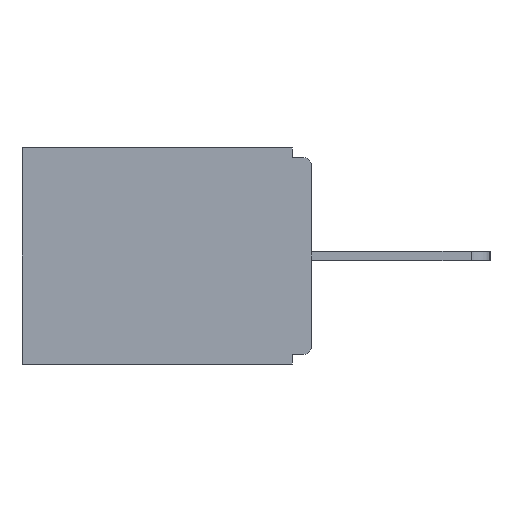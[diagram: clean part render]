
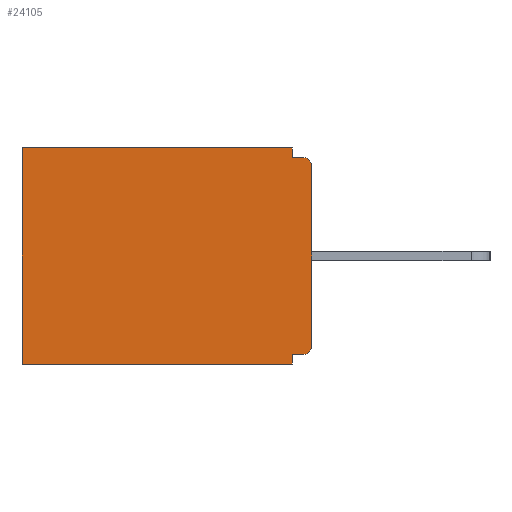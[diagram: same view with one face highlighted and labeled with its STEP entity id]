
A CAD part, left-side view. The second image highlights one B-rep face of the part: STEP entity #24105.
In plain terms, the highlighted planar face has unit normal (-1, 0, 0).
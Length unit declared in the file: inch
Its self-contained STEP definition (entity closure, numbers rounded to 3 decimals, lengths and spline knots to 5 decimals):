
#745 = VERTEX_POINT ( 'NONE', #14614 ) ;
#1071 = EDGE_LOOP ( 'NONE', ( #19134, #17289, #20395, #24568, #15293, #22517, #18191, #24211, #20257, #3320 ) ) ;
#1835 = CARTESIAN_POINT ( 'NONE',  ( 0.298, 0.031, -0.343 ) ) ;
#1907 = CARTESIAN_POINT ( 'NONE',  ( 0.298, 0.031, -0.343 ) ) ;
#1986 = DIRECTION ( 'NONE',  ( -1., 0., 0. ) ) ;
#2348 = EDGE_CURVE ( 'NONE', #21649, #7516, #12970, .T. ) ;
#2621 = EDGE_CURVE ( 'NONE', #23723, #17512, #6359, .T. ) ;
#2863 = AXIS2_PLACEMENT_3D ( 'NONE', #7294, #8914, #15003 ) ;
#3320 = ORIENTED_EDGE ( 'NONE', *, *, #17954, .F. ) ;
#3757 = EDGE_CURVE ( 'NONE', #21649, #18261, #3932, .T. ) ;
#3932 = LINE ( 'NONE', #15252, #24581 ) ;
#4768 = EDGE_CURVE ( 'NONE', #7516, #745, #8564, .T. ) ;
#5120 = DIRECTION ( 'NONE',  ( 0., 0., -1. ) ) ;
#5374 = CARTESIAN_POINT ( 'NONE',  ( 0.298, 0.015, -0.328 ) ) ;
#6064 = DIRECTION ( 'NONE',  ( 0., 0., -1. ) ) ;
#6359 = LINE ( 'NONE', #19793, #22630 ) ;
#6473 = PLANE ( 'NONE',  #11616 ) ;
#6952 = FACE_OUTER_BOUND ( 'NONE', #1071, .T. ) ;
#7294 = CARTESIAN_POINT ( 'NONE',  ( 0.298, 0.015, -0.03 ) ) ;
#7516 = VERTEX_POINT ( 'NONE', #17669 ) ;
#8208 = CARTESIAN_POINT ( 'NONE',  ( 0.298, 0.031, -0.343 ) ) ;
#8564 = LINE ( 'NONE', #16293, #9744 ) ;
#8813 = VERTEX_POINT ( 'NONE', #8208 ) ;
#8914 = DIRECTION ( 'NONE',  ( -1., 0., 0. ) ) ;
#9727 = EDGE_CURVE ( 'NONE', #23723, #22315, #23369, .T. ) ;
#9744 = VECTOR ( 'NONE', #23880, 39.37008 ) ;
#10208 = VECTOR ( 'NONE', #14775, 39.37008 ) ;
#10595 = CARTESIAN_POINT ( 'NONE',  ( 0.298, 0.46, 0. ) ) ;
#10712 = CARTESIAN_POINT ( 'NONE',  ( 0.298, 0., -0.03 ) ) ;
#10751 = VECTOR ( 'NONE', #17898, 39.37008 ) ;
#11510 = DIRECTION ( 'NONE',  ( 0., 1., 0. ) ) ;
#11616 = AXIS2_PLACEMENT_3D ( 'NONE', #22124, #18050, #21648 ) ;
#12211 = CARTESIAN_POINT ( 'NONE',  ( 0.298, 0., -0.343 ) ) ;
#12482 = EDGE_CURVE ( 'NONE', #17512, #8813, #22475, .T. ) ;
#12970 = LINE ( 'NONE', #1907, #14804 ) ;
#13578 = CIRCLE ( 'NONE', #2863, 0.015 ) ;
#13715 = CARTESIAN_POINT ( 'NONE',  ( 0.298, 0.46, 0. ) ) ;
#14614 = CARTESIAN_POINT ( 'NONE',  ( 0.298, 0.015, -0.015 ) ) ;
#14713 = VECTOR ( 'NONE', #17585, 39.37008 ) ;
#14775 = DIRECTION ( 'NONE',  ( 0., 0., -1. ) ) ;
#14804 = VECTOR ( 'NONE', #16957, 39.37008 ) ;
#15003 = DIRECTION ( 'NONE',  ( 0., 0., -1. ) ) ;
#15051 = AXIS2_PLACEMENT_3D ( 'NONE', #15283, #1986, #6064 ) ;
#15252 = CARTESIAN_POINT ( 'NONE',  ( 0.298, 0., 0. ) ) ;
#15283 = CARTESIAN_POINT ( 'NONE',  ( 0.298, 0.015, -0.313 ) ) ;
#15293 = ORIENTED_EDGE ( 'NONE', *, *, #22484, .T. ) ;
#16293 = CARTESIAN_POINT ( 'NONE',  ( 0.298, 0., -0.015 ) ) ;
#16303 = CARTESIAN_POINT ( 'NONE',  ( 0.298, 0.46, -0.343 ) ) ;
#16398 = EDGE_CURVE ( 'NONE', #8813, #22794, #23059, .T. ) ;
#16957 = DIRECTION ( 'NONE',  ( 0., 0., -1. ) ) ;
#17289 = ORIENTED_EDGE ( 'NONE', *, *, #4768, .F. ) ;
#17512 = VERTEX_POINT ( 'NONE', #22127 ) ;
#17585 = DIRECTION ( 'NONE',  ( 0., 1., 0. ) ) ;
#17669 = CARTESIAN_POINT ( 'NONE',  ( 0.298, 0.031, -0.015 ) ) ;
#17898 = DIRECTION ( 'NONE',  ( 0., 0., -1. ) ) ;
#17944 = DIRECTION ( 'NONE',  ( 0., 1., 0. ) ) ;
#17954 = EDGE_CURVE ( 'NONE', #18864, #22315, #23984, .T. ) ;
#18022 = CARTESIAN_POINT ( 'NONE',  ( 0.298, 0., 0. ) ) ;
#18050 = DIRECTION ( 'NONE',  ( 1., 0., 0. ) ) ;
#18191 = ORIENTED_EDGE ( 'NONE', *, *, #12482, .F. ) ;
#18261 = VERTEX_POINT ( 'NONE', #13715 ) ;
#18755 = CARTESIAN_POINT ( 'NONE',  ( 0.298, 0.031, 0. ) ) ;
#18864 = VERTEX_POINT ( 'NONE', #10712 ) ;
#19134 = ORIENTED_EDGE ( 'NONE', *, *, #23371, .T. ) ;
#19793 = CARTESIAN_POINT ( 'NONE',  ( 0.298, 0., -0.328 ) ) ;
#20054 = LINE ( 'NONE', #10595, #22285 ) ;
#20257 = ORIENTED_EDGE ( 'NONE', *, *, #9727, .T. ) ;
#20395 = ORIENTED_EDGE ( 'NONE', *, *, #2348, .F. ) ;
#21291 = CARTESIAN_POINT ( 'NONE',  ( 0.298, 0., -0.313 ) ) ;
#21648 = DIRECTION ( 'NONE',  ( 0., 0., -1. ) ) ;
#21649 = VERTEX_POINT ( 'NONE', #18755 ) ;
#22124 = CARTESIAN_POINT ( 'NONE',  ( 0.298, 0., 0. ) ) ;
#22127 = CARTESIAN_POINT ( 'NONE',  ( 0.298, 0.031, -0.328 ) ) ;
#22285 = VECTOR ( 'NONE', #5120, 39.37008 ) ;
#22315 = VERTEX_POINT ( 'NONE', #21291 ) ;
#22475 = LINE ( 'NONE', #1835, #10208 ) ;
#22484 = EDGE_CURVE ( 'NONE', #18261, #22794, #20054, .T. ) ;
#22517 = ORIENTED_EDGE ( 'NONE', *, *, #16398, .F. ) ;
#22630 = VECTOR ( 'NONE', #17944, 39.37008 ) ;
#22794 = VERTEX_POINT ( 'NONE', #16303 ) ;
#23059 = LINE ( 'NONE', #12211, #14713 ) ;
#23369 = CIRCLE ( 'NONE', #15051, 0.015 ) ;
#23371 = EDGE_CURVE ( 'NONE', #18864, #745, #13578, .T. ) ;
#23723 = VERTEX_POINT ( 'NONE', #5374 ) ;
#23880 = DIRECTION ( 'NONE',  ( 0., -1., 0. ) ) ;
#23984 = LINE ( 'NONE', #18022, #10751 ) ;
#24105 = ADVANCED_FACE ( 'NONE', ( #6952 ), #6473, .F. ) ;
#24211 = ORIENTED_EDGE ( 'NONE', *, *, #2621, .F. ) ;
#24568 = ORIENTED_EDGE ( 'NONE', *, *, #3757, .T. ) ;
#24581 = VECTOR ( 'NONE', #11510, 39.37008 ) ;
